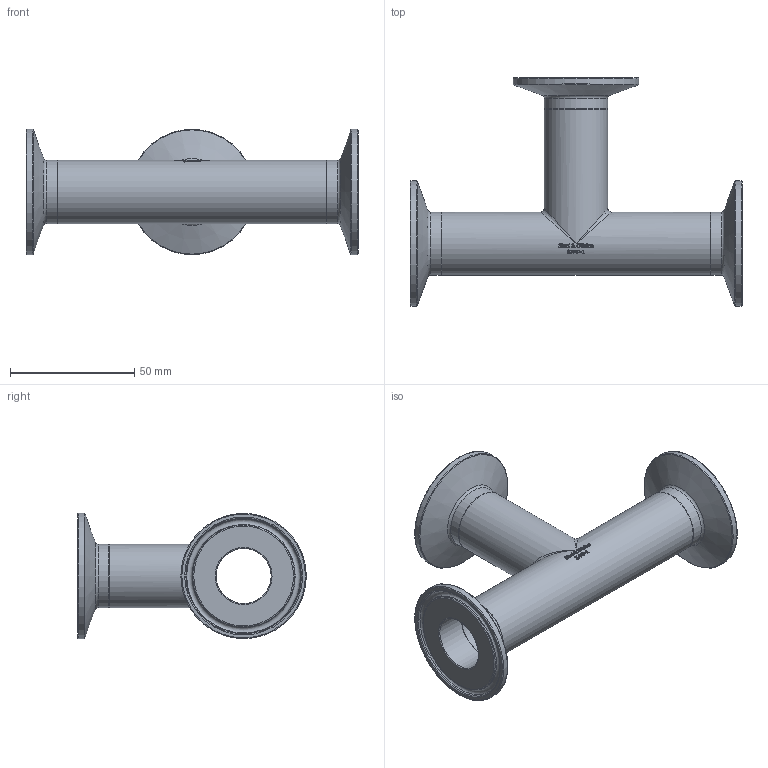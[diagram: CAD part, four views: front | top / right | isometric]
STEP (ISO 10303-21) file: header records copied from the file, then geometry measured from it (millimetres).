
FILE_DESCRIPTION(/* description */ (''),/* implementation_level */ '2;1');
FILE_NAME(/* name */ 'S7MP-1.stp',/* time_stamp */ '2018-11-29T09:08:50-05:00',/* author */ ('ken'),/* organization */ (''),/* preprocessor_version */ 'ST-DEVELOPER v15.2',/* originating_system */ 'Autodesk Inventor 2014',/* authorisation */ '');
FILE_SCHEMA (('AUTOMOTIVE_DESIGN { 1 0 10303 214 3 1 1 }'));
Length unit declared in the file: inch
Products named in the file (1): S7MP-1
Bounding box: 133.35 x 91.87 x 50.39 mm (x, y, z)
Volume: 43106 mm3; surface area: 37290.3 mm2
Topology: 1 solids, 1 shells, 362 faces, 935 edges, 608 vertices
Faces by surface type: bspline 146, plane 138, cylinder 42, torus 27, cone 9
Full cylindrical faces by diameter (mm): 22.098 x5, 25.4 x5, 50.394 x3
Entity records: 13564 total; most frequent: CARTESIAN_POINT 5693, ORIENTED_EDGE 1752, DIRECTION 1218, EDGE_CURVE 876, VERTEX_POINT 604, EDGE_LOOP 454, AXIS2_PLACEMENT_3D 413, LINE 392
